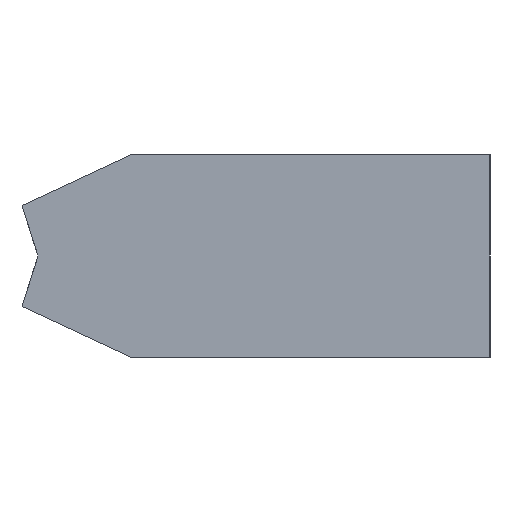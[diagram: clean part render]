
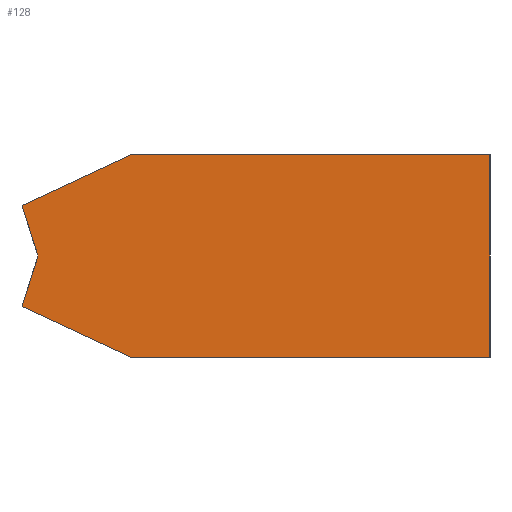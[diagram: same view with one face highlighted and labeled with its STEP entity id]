
A CAD part, left-side view. The second image highlights one B-rep face of the part: STEP entity #128.
In plain terms, the highlighted planar face has unit normal (-1, 0, 0).
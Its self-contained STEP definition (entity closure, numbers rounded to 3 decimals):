
#128 = ADVANCED_FACE( '', ( #260 ), #261, .F. );
#260 = FACE_OUTER_BOUND( '', #392, .T. );
#261 = PLANE( '', #393 );
#392 = EDGE_LOOP( '', ( #810, #811, #812, #813, #814, #815, #816 ) );
#393 = AXIS2_PLACEMENT_3D( '', #817, #818, #819 );
#810 = ORIENTED_EDGE( '', *, *, #951, .F. );
#811 = ORIENTED_EDGE( '', *, *, #940, .F. );
#812 = ORIENTED_EDGE( '', *, *, #943, .F. );
#813 = ORIENTED_EDGE( '', *, *, #908, .F. );
#814 = ORIENTED_EDGE( '', *, *, #899, .F. );
#815 = ORIENTED_EDGE( '', *, *, #946, .F. );
#816 = ORIENTED_EDGE( '', *, *, #949, .F. );
#817 = CARTESIAN_POINT( '', ( 0., 0., 0. ) );
#818 = DIRECTION( '', ( 1., 0., 0. ) );
#819 = DIRECTION( '', ( 0., 0., -1. ) );
#899 = EDGE_CURVE( '', #1104, #1106, #1107, .T. );
#908 = EDGE_CURVE( '', #1106, #1116, #1117, .T. );
#940 = EDGE_CURVE( '', #1151, #1153, #1154, .T. );
#943 = EDGE_CURVE( '', #1116, #1151, #1157, .T. );
#946 = EDGE_CURVE( '', #1160, #1104, #1162, .T. );
#949 = EDGE_CURVE( '', #1165, #1160, #1167, .T. );
#951 = EDGE_CURVE( '', #1153, #1165, #1169, .T. );
#1104 = VERTEX_POINT( '', #1360 );
#1106 = VERTEX_POINT( '', #1363 );
#1107 = LINE( '', #1364, #1365 );
#1116 = VERTEX_POINT( '', #1377 );
#1117 = LINE( '', #1378, #1379 );
#1151 = VERTEX_POINT( '', #1416 );
#1153 = VERTEX_POINT( '', #1419 );
#1154 = LINE( '', #1420, #1421 );
#1157 = LINE( '', #1426, #1427 );
#1160 = VERTEX_POINT( '', #1431 );
#1162 = LINE( '', #1434, #1435 );
#1165 = VERTEX_POINT( '', #1439 );
#1167 = LINE( '', #1442, #1443 );
#1169 = LINE( '', #1446, #1447 );
#1360 = CARTESIAN_POINT( '', ( 0., 69.46, -7.5 ) );
#1363 = CARTESIAN_POINT( '', ( 0., 67.095, 0. ) );
#1364 = CARTESIAN_POINT( '', ( 0., 69.46, -7.5 ) );
#1365 = VECTOR( '', #1607, 1. );
#1377 = CARTESIAN_POINT( '', ( 0., 69.46, 7.5 ) );
#1378 = CARTESIAN_POINT( '', ( 0., 67.095, 0. ) );
#1379 = VECTOR( '', #1626, 1. );
#1416 = CARTESIAN_POINT( '', ( 0., 53.376, 15. ) );
#1419 = CARTESIAN_POINT( '', ( 0., 0., 15. ) );
#1420 = CARTESIAN_POINT( '', ( 0., 53.376, 15. ) );
#1421 = VECTOR( '', #1712, 1. );
#1426 = CARTESIAN_POINT( '', ( 0., 69.46, 7.5 ) );
#1427 = VECTOR( '', #1715, 1. );
#1431 = CARTESIAN_POINT( '', ( 0., 53.376, -15. ) );
#1434 = CARTESIAN_POINT( '', ( 0., 53.376, -15. ) );
#1435 = VECTOR( '', #1718, 1. );
#1439 = CARTESIAN_POINT( '', ( 0., 0., -15. ) );
#1442 = CARTESIAN_POINT( '', ( 0., 0., -15. ) );
#1443 = VECTOR( '', #1721, 1. );
#1446 = CARTESIAN_POINT( '', ( 0., 0., 15. ) );
#1447 = VECTOR( '', #1723, 1. );
#1607 = DIRECTION( '', ( 0., -0.301, 0.954 ) );
#1626 = DIRECTION( '', ( 0., 0.301, 0.954 ) );
#1712 = DIRECTION( '', ( 0., -1., 0. ) );
#1715 = DIRECTION( '', ( 0., -0.906, 0.423 ) );
#1718 = DIRECTION( '', ( 0., 0.906, 0.423 ) );
#1721 = DIRECTION( '', ( 0., 1., 0. ) );
#1723 = DIRECTION( '', ( 0., 0., -1. ) );
